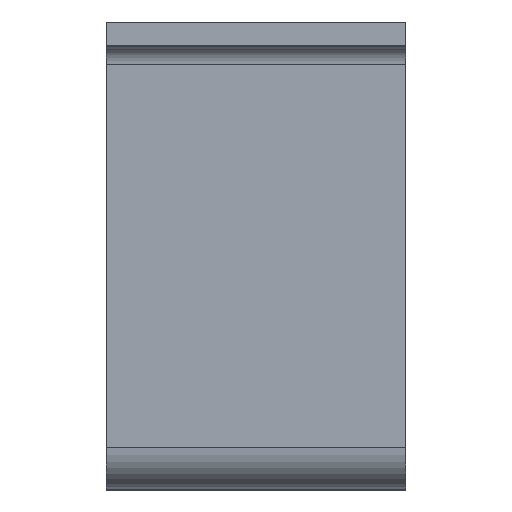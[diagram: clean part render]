
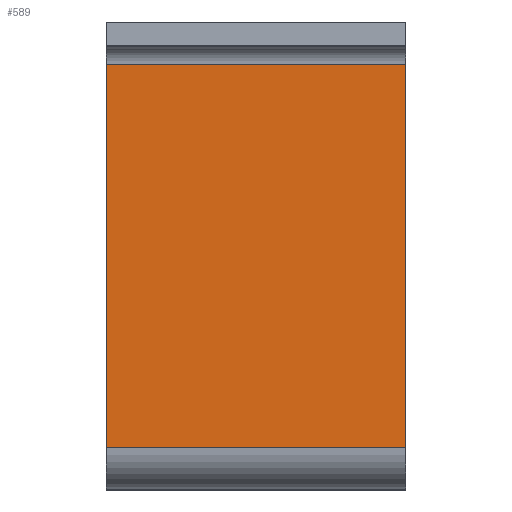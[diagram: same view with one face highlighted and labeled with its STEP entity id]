
A CAD part, top view. The second image highlights one B-rep face of the part: STEP entity #589.
In plain terms, the highlighted planar face has unit normal (0, 0, 1).
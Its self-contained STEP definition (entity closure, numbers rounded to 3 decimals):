
#8 = CARTESIAN_POINT ( 'NONE',  ( 12.5, 16., 0. ) ) ;
#39 = EDGE_LOOP ( 'NONE', ( #604, #697, #531, #136 ) ) ;
#52 = EDGE_CURVE ( 'NONE', #310, #472, #71, .T. ) ;
#71 = LINE ( 'NONE', #745, #776 ) ;
#85 = LINE ( 'NONE', #660, #354 ) ;
#89 = DIRECTION ( 'NONE',  ( 0., -1., 0. ) ) ;
#110 = CARTESIAN_POINT ( 'NONE',  ( -12.5, 16., 0. ) ) ;
#136 = ORIENTED_EDGE ( 'NONE', *, *, #52, .F. ) ;
#140 = CARTESIAN_POINT ( 'NONE',  ( 0., 0., 0. ) ) ;
#183 = DIRECTION ( 'NONE',  ( 1., 0., 0. ) ) ;
#255 = AXIS2_PLACEMENT_3D ( 'NONE', #140, #701, #652 ) ;
#267 = CARTESIAN_POINT ( 'NONE',  ( 12.5, -19.5, 0. ) ) ;
#310 = VERTEX_POINT ( 'NONE', #110 ) ;
#328 = VECTOR ( 'NONE', #649, 1000. ) ;
#354 = VECTOR ( 'NONE', #89, 1000. ) ;
#425 = EDGE_CURVE ( 'NONE', #448, #472, #457, .T. ) ;
#430 = CARTESIAN_POINT ( 'NONE',  ( -12.5, -16., 0. ) ) ;
#434 = CARTESIAN_POINT ( 'NONE',  ( 12.5, -16., 0. ) ) ;
#448 = VERTEX_POINT ( 'NONE', #434 ) ;
#457 = LINE ( 'NONE', #267, #328 ) ;
#472 = VERTEX_POINT ( 'NONE', #8 ) ;
#473 = CARTESIAN_POINT ( 'NONE',  ( -12.5, -16., 0. ) ) ;
#500 = EDGE_CURVE ( 'NONE', #740, #448, #553, .T. ) ;
#526 = PLANE ( 'NONE',  #255 ) ;
#531 = ORIENTED_EDGE ( 'NONE', *, *, #425, .T. ) ;
#553 = LINE ( 'NONE', #430, #665 ) ;
#589 = ADVANCED_FACE ( 'NONE', ( #763 ), #526, .T. ) ;
#598 = EDGE_CURVE ( 'NONE', #310, #740, #85, .T. ) ;
#604 = ORIENTED_EDGE ( 'NONE', *, *, #598, .T. ) ;
#621 = DIRECTION ( 'NONE',  ( 1., 0., 0. ) ) ;
#649 = DIRECTION ( 'NONE',  ( 0., 1., 0. ) ) ;
#652 = DIRECTION ( 'NONE',  ( 1., 0., 0. ) ) ;
#660 = CARTESIAN_POINT ( 'NONE',  ( -12.5, -19.5, 0. ) ) ;
#665 = VECTOR ( 'NONE', #621, 1000. ) ;
#697 = ORIENTED_EDGE ( 'NONE', *, *, #500, .T. ) ;
#701 = DIRECTION ( 'NONE',  ( 0., 0., 1. ) ) ;
#740 = VERTEX_POINT ( 'NONE', #473 ) ;
#745 = CARTESIAN_POINT ( 'NONE',  ( -12.5, 16., 0. ) ) ;
#763 = FACE_OUTER_BOUND ( 'NONE', #39, .T. ) ;
#776 = VECTOR ( 'NONE', #183, 1000. ) ;
